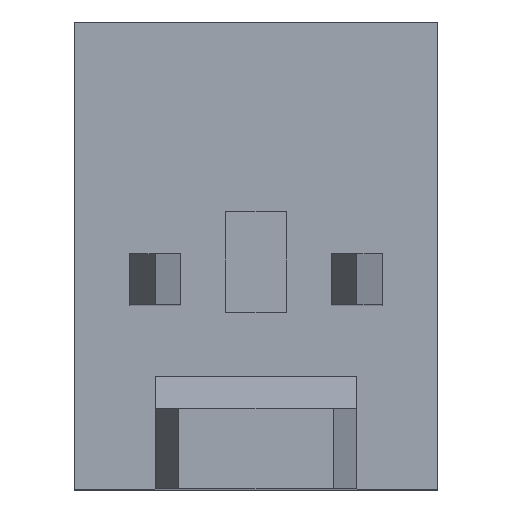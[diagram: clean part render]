
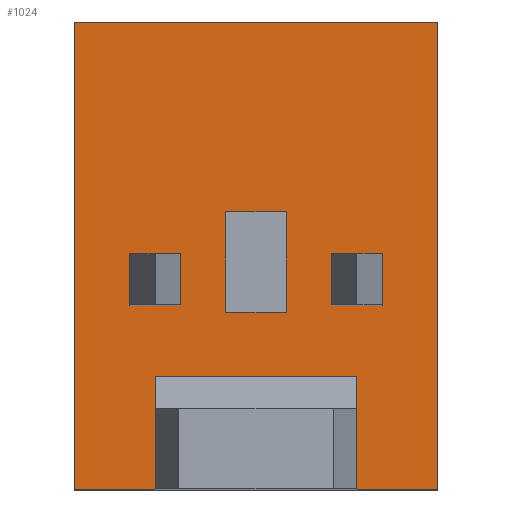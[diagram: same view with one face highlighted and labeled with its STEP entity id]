
A CAD part, top view. The second image highlights one B-rep face of the part: STEP entity #1024.
In plain terms, the highlighted planar face has unit normal (0, 0, 1).
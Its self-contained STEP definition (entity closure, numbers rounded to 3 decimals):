
#430=CARTESIAN_POINT('',(-0.375,-0.4,3.3));
#431=VERTEX_POINT('',#430);
#446=CARTESIAN_POINT('',(-0.375,0.85,3.3));
#447=VERTEX_POINT('',#446);
#454=CARTESIAN_POINT('',(-0.375,-0.4,3.3));
#455=DIRECTION('',(0.0,1.0,0.0));
#456=VECTOR('',#455,1.25);
#457=LINE('',#454,#456);
#458=EDGE_CURVE('',#431,#447,#457,.T.);
#468=CARTESIAN_POINT('',(0.375,-0.4,3.3));
#469=VERTEX_POINT('',#468);
#478=CARTESIAN_POINT('',(0.375,0.85,3.3));
#479=VERTEX_POINT('',#478);
#480=CARTESIAN_POINT('',(0.375,0.85,3.3));
#481=DIRECTION('',(0.0,-1.0,0.0));
#482=VECTOR('',#481,1.25);
#483=LINE('',#480,#482);
#484=EDGE_CURVE('',#479,#469,#483,.T.);
#530=CARTESIAN_POINT('',(-0.375,0.85,3.3));
#531=DIRECTION('',(1.0,0.0,0.0));
#532=VECTOR('',#531,0.75);
#533=LINE('',#530,#532);
#534=EDGE_CURVE('',#447,#479,#533,.T.);
#549=CARTESIAN_POINT('',(0.375,-0.4,3.3));
#550=DIRECTION('',(-1.0,0.0,0.0));
#551=VECTOR('',#550,0.75);
#552=LINE('',#549,#551);
#553=EDGE_CURVE('',#469,#431,#552,.T.);
#606=CARTESIAN_POINT('',(2.25,-2.6,3.3));
#607=VERTEX_POINT('',#606);
#614=CARTESIAN_POINT('',(-2.25,-2.6,3.3));
#615=VERTEX_POINT('',#614);
#616=CARTESIAN_POINT('',(-2.25,-2.6,3.3));
#617=DIRECTION('',(1.0,0.0,0.0));
#618=VECTOR('',#617,4.5);
#619=LINE('',#616,#618);
#620=EDGE_CURVE('',#615,#607,#619,.T.);
#931=CARTESIAN_POINT('',(2.25,3.2,3.3));
#932=VERTEX_POINT('',#931);
#939=CARTESIAN_POINT('',(2.25,3.2,3.3));
#940=DIRECTION('',(0.0,-1.0,0.0));
#941=VECTOR('',#940,5.8);
#942=LINE('',#939,#941);
#943=EDGE_CURVE('',#932,#607,#942,.T.);
#957=CARTESIAN_POINT('',(-2.25,3.2,3.3));
#958=VERTEX_POINT('',#957);
#976=CARTESIAN_POINT('',(-2.25,-2.6,3.3));
#977=DIRECTION('',(0.0,1.0,0.0));
#978=VECTOR('',#977,5.8);
#979=LINE('',#976,#978);
#980=EDGE_CURVE('',#615,#958,#979,.T.);
#1002=CARTESIAN_POINT('',(0.,0.75,3.3));
#1003=DIRECTION('',(0.0,0.0,-1.0));
#1004=DIRECTION('',(-1.0,0.0,0.0));
#1005=AXIS2_PLACEMENT_3D('',#1002,#1003,#1004);
#1006=PLANE('',#1005);
#1007=CARTESIAN_POINT('',(2.25,3.2,3.3));
#1008=DIRECTION('',(-1.0,0.0,0.0));
#1009=VECTOR('',#1008,4.5);
#1010=LINE('',#1007,#1009);
#1011=EDGE_CURVE('',#932,#958,#1010,.T.);
#1012=ORIENTED_EDGE('',*,*,#1011,.T.);
#1013=ORIENTED_EDGE('',*,*,#980,.F.);
#1014=ORIENTED_EDGE('',*,*,#620,.T.);
#1015=ORIENTED_EDGE('',*,*,#943,.F.);
#1016=EDGE_LOOP('',(#1012,#1013,#1014,#1015));
#1017=FACE_OUTER_BOUND('',#1016,.T.);
#1018=ORIENTED_EDGE('',*,*,#484,.T.);
#1019=ORIENTED_EDGE('',*,*,#553,.T.);
#1020=ORIENTED_EDGE('',*,*,#458,.T.);
#1021=ORIENTED_EDGE('',*,*,#534,.T.);
#1022=EDGE_LOOP('',(#1018,#1019,#1020,#1021));
#1023=FACE_BOUND('',#1022,.T.);
#1024=ADVANCED_FACE('',(#1017,#1023),#1006,.F.);
